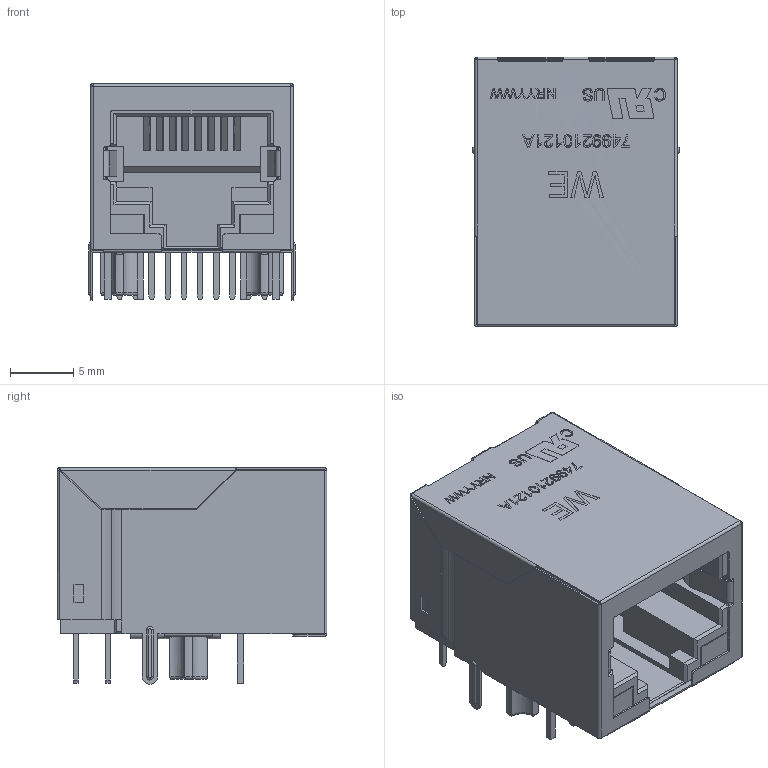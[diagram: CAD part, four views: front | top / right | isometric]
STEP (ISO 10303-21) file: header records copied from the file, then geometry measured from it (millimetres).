
FILE_DESCRIPTION(/* description */ ('Unknown'),/* implementation_level */ '2;1');
FILE_NAME(/* name */ 'T_Wurth_WE-RJ45LAN_7499210121A',/* time_stamp */ '2025-08-21T15:37:30+08:00',/* author */ ('Unknown'),/* organization */ ('Unknown'),/* preprocessor_version */ 'ST-DEVELOPER v19.4',/* originating_system */ 'Solid Edge',/* authorisation */ 'Unknown');
FILE_SCHEMA (('AUTOMOTIVE_DESIGN {1 0 10303 214 3 1 1}'));
Products named in the file (2): T_Wurth_WE-RJ45LAN_7499210121A
Assembly tree (1 placements, depth 2):
  T_Wurth_WE-RJ45LAN_7499210121A
    T_Wurth_WE-RJ45LAN_7499210121A
Bounding box: 16.3 x 21.25 x 17.1 mm (x, y, z)
Volume: 1831 mm3; surface area: 7048.3 mm2
Topology: 2 solids, 2 shells, 1675 faces, 4816 edges, 3118 vertices
Faces by surface type: plane 1326, cylinder 270, bspline 55, torus 24
Entity records: 67141 total; most frequent: CARTESIAN_POINT 12066, ORIENTED_EDGE 9624, DIRECTION 8134, EDGE_CURVE 4812, LINE 3822, VECTOR 3822, VERTEX_POINT 3118, AXIS2_PLACEMENT_3D 2156
